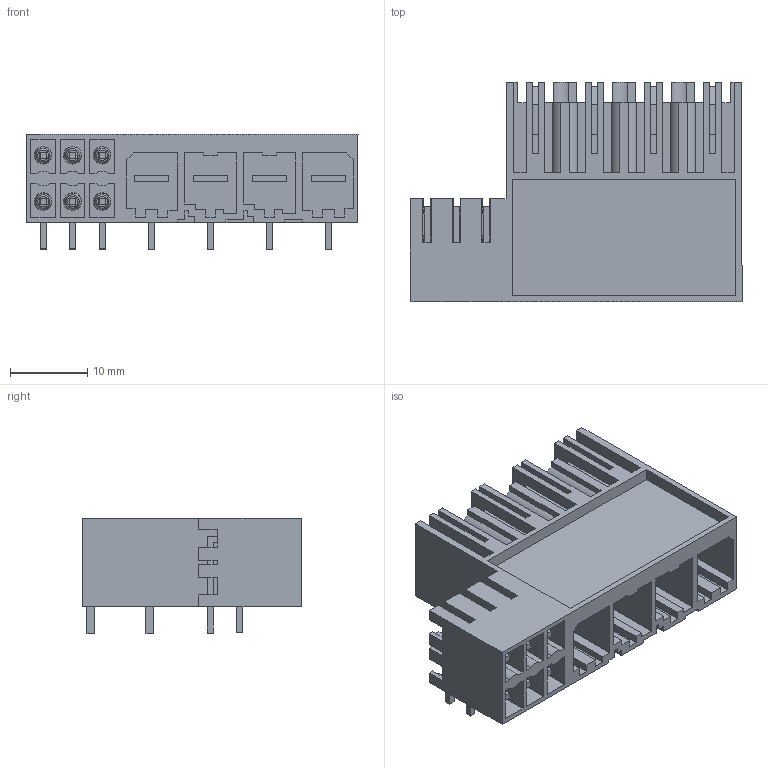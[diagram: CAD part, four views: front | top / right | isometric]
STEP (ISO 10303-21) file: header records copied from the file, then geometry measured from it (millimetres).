
FILE_DESCRIPTION(('CATIA V5R22 STEP214','CAx-IF Rec.Pracs.--- Model Styling and Organization---1.4--- 2014-01-23'),'2;1');
FILE_NAME ('006094-3_0_1091160000_1091160000.stp','2023-06-20T08:24:58+00:00',('none'),('Weidmueller'),'CATIA Version 5-6 Release 2016 SP3 HF44','CATIA V5 STEP AP214','none');
FILE_SCHEMA(('AUTOMOTIVE_DESIGN { 1 0 10303 214 1 1 1 1 }'));
Length unit declared in the file: millimetre
Products named in the file (1): 1091160000
Bounding box: 42.88 x 28.3 x 14.9 mm (x, y, z)
Volume: 5800.3 mm3; surface area: 10237.8 mm2
Topology: 11 solids, 11 shells, 641 faces, 1892 edges, 1280 vertices
Faces by surface type: plane 590, torus 24, cylinder 15, cone 12
Entity records: 19740 total; most frequent: ORIENTED_EDGE 3784, CARTESIAN_POINT 3625, DIRECTION 2612, EDGE_CURVE 1892, VECTOR 1780, LINE 1780, VERTEX_POINT 1280, EDGE_LOOP 668
